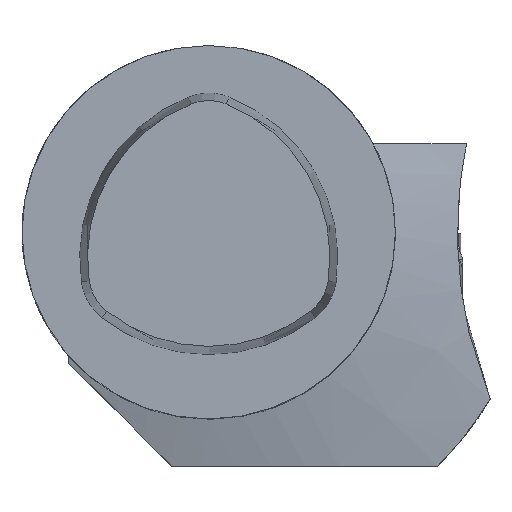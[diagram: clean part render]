
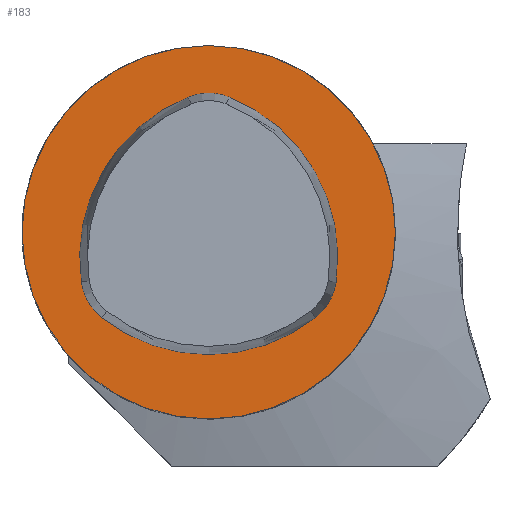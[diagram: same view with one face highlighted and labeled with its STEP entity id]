
A CAD part, top view. The second image highlights one B-rep face of the part: STEP entity #183.
In plain terms, the highlighted planar face has unit normal (0, 0, 1).
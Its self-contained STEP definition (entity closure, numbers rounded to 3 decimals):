
#138=CIRCLE('',#1815,20.);
#183=ADVANCED_FACE('',(#345),#270,.T.);
#270=PLANE('',#1825);
#345=FACE_OUTER_BOUND('',#445,.T.);
#445=EDGE_LOOP('',(#686));
#686=ORIENTED_EDGE('',*,*,#1292,.T.);
#1106=VERTEX_POINT('',#2771);
#1292=EDGE_CURVE('',#1106,#1106,#138,.T.);
#1815=AXIS2_PLACEMENT_3D('',#2770,#2090,#2091);
#1825=AXIS2_PLACEMENT_3D('',#2826,#2116,#2117);
#2090=DIRECTION('',(0.,0.,1.));
#2091=DIRECTION('',(-1.,0.,0.));
#2116=DIRECTION('',(0.,0.,1.));
#2117=DIRECTION('',(-1.,0.,0.));
#2770=CARTESIAN_POINT('',(0.,0.,0.));
#2771=CARTESIAN_POINT('',(-20.,0.,0.));
#2826=CARTESIAN_POINT('',(0.,0.,0.));
